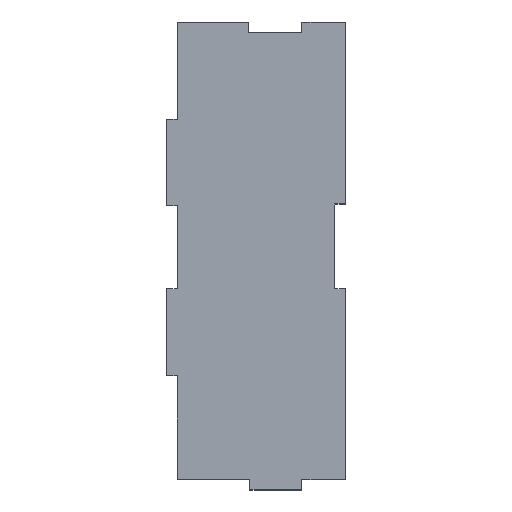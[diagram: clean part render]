
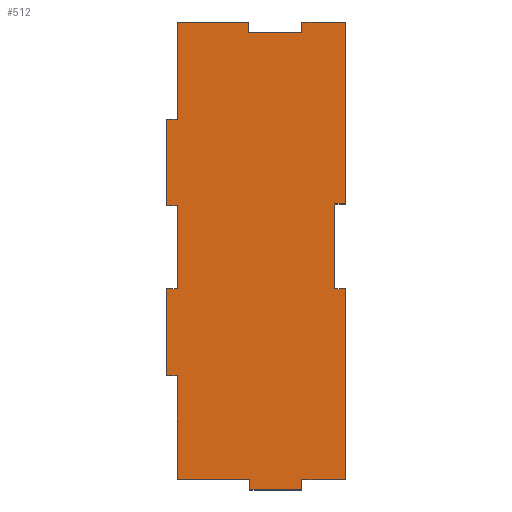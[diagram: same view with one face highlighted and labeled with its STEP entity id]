
A CAD part, top view. The second image highlights one B-rep face of the part: STEP entity #512.
In plain terms, the highlighted planar face has unit normal (0, 0, 1).
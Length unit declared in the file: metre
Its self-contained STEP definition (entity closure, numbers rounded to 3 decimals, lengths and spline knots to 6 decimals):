
#58=ORIENTED_EDGE('',*,*,#198,.T.);
#59=ORIENTED_EDGE('',*,*,#197,.T.);
#60=ORIENTED_EDGE('',*,*,#199,.T.);
#61=ORIENTED_EDGE('',*,*,#200,.T.);
#62=ORIENTED_EDGE('',*,*,#201,.T.);
#63=ORIENTED_EDGE('',*,*,#202,.T.);
#64=ORIENTED_EDGE('',*,*,#203,.T.);
#65=ORIENTED_EDGE('',*,*,#204,.T.);
#66=ORIENTED_EDGE('',*,*,#205,.T.);
#67=ORIENTED_EDGE('',*,*,#206,.T.);
#68=ORIENTED_EDGE('',*,*,#207,.T.);
#69=ORIENTED_EDGE('',*,*,#208,.T.);
#70=ORIENTED_EDGE('',*,*,#209,.T.);
#71=ORIENTED_EDGE('',*,*,#210,.T.);
#72=ORIENTED_EDGE('',*,*,#211,.T.);
#73=ORIENTED_EDGE('',*,*,#212,.T.);
#74=ORIENTED_EDGE('',*,*,#213,.T.);
#75=ORIENTED_EDGE('',*,*,#214,.T.);
#76=ORIENTED_EDGE('',*,*,#215,.T.);
#77=ORIENTED_EDGE('',*,*,#216,.T.);
#78=ORIENTED_EDGE('',*,*,#217,.T.);
#79=ORIENTED_EDGE('',*,*,#170,.T.);
#80=ORIENTED_EDGE('',*,*,#168,.T.);
#81=ORIENTED_EDGE('',*,*,#218,.T.);
#168=EDGE_CURVE('',#241,#240,#288,.T.);
#170=EDGE_CURVE('',#242,#241,#290,.T.);
#197=EDGE_CURVE('',#265,#266,#317,.T.);
#198=EDGE_CURVE('',#267,#265,#318,.T.);
#199=EDGE_CURVE('',#266,#268,#319,.T.);
#200=EDGE_CURVE('',#268,#269,#320,.T.);
#201=EDGE_CURVE('',#269,#270,#321,.T.);
#202=EDGE_CURVE('',#270,#271,#322,.T.);
#203=EDGE_CURVE('',#271,#272,#323,.T.);
#204=EDGE_CURVE('',#272,#273,#324,.T.);
#205=EDGE_CURVE('',#273,#274,#325,.T.);
#206=EDGE_CURVE('',#274,#275,#326,.T.);
#207=EDGE_CURVE('',#275,#276,#327,.T.);
#208=EDGE_CURVE('',#276,#277,#328,.T.);
#209=EDGE_CURVE('',#277,#278,#329,.T.);
#210=EDGE_CURVE('',#278,#279,#330,.T.);
#211=EDGE_CURVE('',#279,#280,#331,.T.);
#212=EDGE_CURVE('',#280,#281,#332,.T.);
#213=EDGE_CURVE('',#281,#282,#333,.T.);
#214=EDGE_CURVE('',#282,#283,#334,.T.);
#215=EDGE_CURVE('',#283,#284,#335,.T.);
#216=EDGE_CURVE('',#284,#285,#336,.T.);
#217=EDGE_CURVE('',#285,#242,#337,.T.);
#218=EDGE_CURVE('',#240,#267,#338,.T.);
#240=VERTEX_POINT('',#718);
#241=VERTEX_POINT('',#720);
#242=VERTEX_POINT('',#724);
#265=VERTEX_POINT('',#774);
#266=VERTEX_POINT('',#776);
#267=VERTEX_POINT('',#780);
#268=VERTEX_POINT('',#782);
#269=VERTEX_POINT('',#784);
#270=VERTEX_POINT('',#786);
#271=VERTEX_POINT('',#788);
#272=VERTEX_POINT('',#790);
#273=VERTEX_POINT('',#792);
#274=VERTEX_POINT('',#794);
#275=VERTEX_POINT('',#796);
#276=VERTEX_POINT('',#798);
#277=VERTEX_POINT('',#800);
#278=VERTEX_POINT('',#802);
#279=VERTEX_POINT('',#804);
#280=VERTEX_POINT('',#806);
#281=VERTEX_POINT('',#808);
#282=VERTEX_POINT('',#810);
#283=VERTEX_POINT('',#812);
#284=VERTEX_POINT('',#814);
#285=VERTEX_POINT('',#816);
#288=LINE('',#719,#360);
#290=LINE('',#723,#362);
#317=LINE('',#777,#389);
#318=LINE('',#779,#390);
#319=LINE('',#781,#391);
#320=LINE('',#783,#392);
#321=LINE('',#785,#393);
#322=LINE('',#787,#394);
#323=LINE('',#789,#395);
#324=LINE('',#791,#396);
#325=LINE('',#793,#397);
#326=LINE('',#795,#398);
#327=LINE('',#797,#399);
#328=LINE('',#799,#400);
#329=LINE('',#801,#401);
#330=LINE('',#803,#402);
#331=LINE('',#805,#403);
#332=LINE('',#807,#404);
#333=LINE('',#809,#405);
#334=LINE('',#811,#406);
#335=LINE('',#813,#407);
#336=LINE('',#815,#408);
#337=LINE('',#817,#409);
#338=LINE('',#818,#410);
#360=VECTOR('',#592,1.);
#362=VECTOR('',#596,1.);
#389=VECTOR('',#627,1.);
#390=VECTOR('',#630,1.);
#391=VECTOR('',#631,1.);
#392=VECTOR('',#632,1.);
#393=VECTOR('',#633,1.);
#394=VECTOR('',#634,1.);
#395=VECTOR('',#635,1.);
#396=VECTOR('',#636,1.);
#397=VECTOR('',#637,1.);
#398=VECTOR('',#638,1.);
#399=VECTOR('',#639,1.);
#400=VECTOR('',#640,1.);
#401=VECTOR('',#641,1.);
#402=VECTOR('',#642,1.);
#403=VECTOR('',#643,1.);
#404=VECTOR('',#644,1.);
#405=VECTOR('',#645,1.);
#406=VECTOR('',#646,1.);
#407=VECTOR('',#647,1.);
#408=VECTOR('',#648,1.);
#409=VECTOR('',#649,1.);
#410=VECTOR('',#650,1.);
#434=EDGE_LOOP('',(#58,#59,#60,#61,#62,#63,#64,#65,#66,#67,#68,#69,#70,
#71,#72,#73,#74,#75,#76,#77,#78,#79,#80,#81));
#460=FACE_BOUND('',#434,.T.);
#486=PLANE('',#564);
#512=ADVANCED_FACE('',(#460),#486,.T.);
#564=AXIS2_PLACEMENT_3D('',#778,#628,#629);
#592=DIRECTION('',(-1.,0.,0.));
#596=DIRECTION('',(0.,1.,0.));
#627=DIRECTION('',(0.,1.,0.));
#628=DIRECTION('',(0.,0.,1.));
#629=DIRECTION('',(0.,-1.,0.));
#630=DIRECTION('',(1.,0.,0.));
#631=DIRECTION('',(-1.,0.,0.));
#632=DIRECTION('',(0.,-1.,0.));
#633=DIRECTION('',(-1.,0.,0.));
#634=DIRECTION('',(0.,1.,0.));
#635=DIRECTION('',(-1.,0.,0.));
#636=DIRECTION('',(0.,-1.,0.));
#637=DIRECTION('',(-1.,0.,0.));
#638=DIRECTION('',(0.,-1.,0.));
#639=DIRECTION('',(1.,0.,0.));
#640=DIRECTION('',(0.,-1.,0.));
#641=DIRECTION('',(-1.,0.,0.));
#642=DIRECTION('',(0.,-1.,0.));
#643=DIRECTION('',(1.,0.,0.));
#644=DIRECTION('',(0.,-1.,0.));
#645=DIRECTION('',(1.,0.,0.));
#646=DIRECTION('',(0.,-1.,0.));
#647=DIRECTION('',(1.,0.,0.));
#648=DIRECTION('',(0.,1.,0.));
#649=DIRECTION('',(1.,0.,0.));
#650=DIRECTION('',(0.,1.,0.));
#718=CARTESIAN_POINT('',(-0.006,0.11,0.006));
#719=CARTESIAN_POINT('',(-0.02425,0.11,0.006));
#720=CARTESIAN_POINT('',(0.,0.11,0.006));
#723=CARTESIAN_POINT('',(0.,0.,0.006));
#724=CARTESIAN_POINT('',(0.,0.,0.006));
#774=CARTESIAN_POINT('',(0.,0.159,0.006));
#776=CARTESIAN_POINT('',(0.,0.264,0.006));
#777=CARTESIAN_POINT('',(0.,0.,0.006));
#778=CARTESIAN_POINT('',(-0.0485,0.132,0.006));
#779=CARTESIAN_POINT('',(-0.02725,0.159,0.006));
#780=CARTESIAN_POINT('',(-0.006,0.159,0.006));
#781=CARTESIAN_POINT('',(0.,0.264,0.006));
#782=CARTESIAN_POINT('',(-0.025,0.264,0.006));
#783=CARTESIAN_POINT('',(-0.025,0.198,0.006));
#784=CARTESIAN_POINT('',(-0.025,0.258,0.006));
#785=CARTESIAN_POINT('',(-0.03675,0.258,0.006));
#786=CARTESIAN_POINT('',(-0.056,0.258,0.006));
#787=CARTESIAN_POINT('',(-0.056,0.195,0.006));
#788=CARTESIAN_POINT('',(-0.056,0.264,0.006));
#789=CARTESIAN_POINT('',(0.,0.264,0.006));
#790=CARTESIAN_POINT('',(-0.097,0.264,0.006));
#791=CARTESIAN_POINT('',(-0.097,0.264,0.006));
#792=CARTESIAN_POINT('',(-0.097,0.208,0.006));
#793=CARTESIAN_POINT('',(-0.097,0.208,0.006));
#794=CARTESIAN_POINT('',(-0.103,0.208,0.006));
#795=CARTESIAN_POINT('',(-0.103,0.208,0.006));
#796=CARTESIAN_POINT('',(-0.103,0.158,0.006));
#797=CARTESIAN_POINT('',(-0.103,0.158,0.006));
#798=CARTESIAN_POINT('',(-0.097,0.158,0.006));
#799=CARTESIAN_POINT('',(-0.097,0.264,0.006));
#800=CARTESIAN_POINT('',(-0.097,0.11,0.006));
#801=CARTESIAN_POINT('',(-0.097,0.11,0.006));
#802=CARTESIAN_POINT('',(-0.103,0.11,0.006));
#803=CARTESIAN_POINT('',(-0.103,0.11,0.006));
#804=CARTESIAN_POINT('',(-0.103,0.06,0.006));
#805=CARTESIAN_POINT('',(-0.103,0.06,0.006));
#806=CARTESIAN_POINT('',(-0.097,0.06,0.006));
#807=CARTESIAN_POINT('',(-0.097,0.264,0.006));
#808=CARTESIAN_POINT('',(-0.097,0.,0.006));
#809=CARTESIAN_POINT('',(-0.097,0.,0.006));
#810=CARTESIAN_POINT('',(-0.055,0.,0.006));
#811=CARTESIAN_POINT('',(-0.055,0.,0.006));
#812=CARTESIAN_POINT('',(-0.055,-0.006,0.006));
#813=CARTESIAN_POINT('',(-0.055,-0.006,0.006));
#814=CARTESIAN_POINT('',(-0.025,-0.006,0.006));
#815=CARTESIAN_POINT('',(-0.025,-0.006,0.006));
#816=CARTESIAN_POINT('',(-0.025,0.,0.006));
#817=CARTESIAN_POINT('',(-0.097,0.,0.006));
#818=CARTESIAN_POINT('',(-0.006,0.121,0.006));
